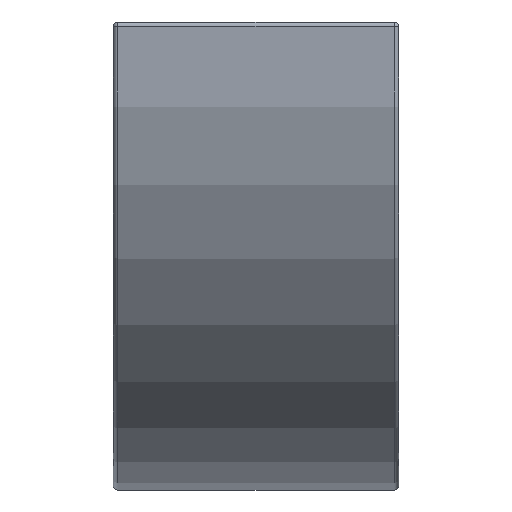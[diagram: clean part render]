
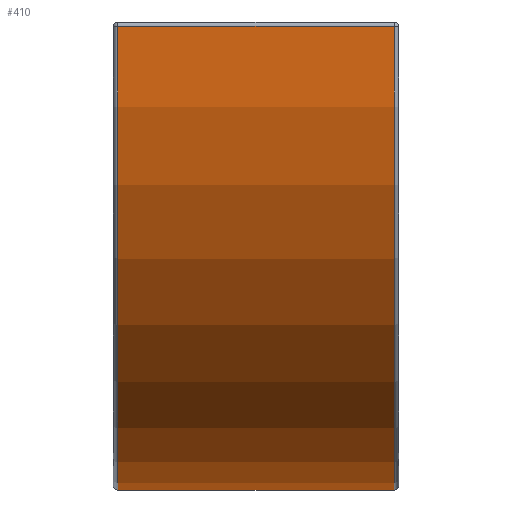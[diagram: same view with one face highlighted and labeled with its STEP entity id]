
A CAD part, left-side view. The second image highlights one B-rep face of the part: STEP entity #410.
In plain terms, the highlighted cylindrical face has radius 1066.6 mm (diameter 2133.2 mm), a partial arc.
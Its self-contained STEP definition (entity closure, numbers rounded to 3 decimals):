
#3 = DIRECTION ( 'NONE',  ( 0., 1., 0. ) ) ;
#4 = VERTEX_POINT ( 'NONE', #2979 ) ;
#271 = CARTESIAN_POINT ( 'NONE',  ( 0., 10., 0. ) ) ;
#335 = EDGE_LOOP ( 'NONE', ( #2977, #932, #1069, #2582 ) ) ;
#381 = VERTEX_POINT ( 'NONE', #1508 ) ;
#410 = ADVANCED_FACE ( 'NONE', ( #2306 ), #1746, .T. ) ;
#552 = AXIS2_PLACEMENT_3D ( 'NONE', #2650, #1444, #1925 ) ;
#600 = CARTESIAN_POINT ( 'NONE',  ( 0., 650.4, -1066.6 ) ) ;
#671 = EDGE_CURVE ( 'NONE', #4, #381, #2134, .T. ) ;
#922 = VERTEX_POINT ( 'NONE', #3245 ) ;
#932 = ORIENTED_EDGE ( 'NONE', *, *, #1643, .T. ) ;
#1069 = ORIENTED_EDGE ( 'NONE', *, *, #1297, .T. ) ;
#1193 = LINE ( 'NONE', #600, #1781 ) ;
#1297 = EDGE_CURVE ( 'NONE', #922, #4, #3255, .T. ) ;
#1412 = CARTESIAN_POINT ( 'NONE',  ( 0., 640.4, -1066.6 ) ) ;
#1437 = VERTEX_POINT ( 'NONE', #1412 ) ;
#1444 = DIRECTION ( 'NONE',  ( 0., -1., 0. ) ) ;
#1508 = CARTESIAN_POINT ( 'NONE',  ( -1066.552, 640.4, -10.095 ) ) ;
#1578 = EDGE_CURVE ( 'NONE', #381, #1437, #1835, .T. ) ;
#1643 = EDGE_CURVE ( 'NONE', #1437, #922, #1193, .T. ) ;
#1746 = CYLINDRICAL_SURFACE ( 'NONE', #2469, 1066.6 ) ;
#1781 = VECTOR ( 'NONE', #2758, 1000. ) ;
#1835 = CIRCLE ( 'NONE', #552, 1066.6 ) ;
#1925 = DIRECTION ( 'NONE',  ( 0., 0., 1. ) ) ;
#2076 = DIRECTION ( 'NONE',  ( 0., 0., -1. ) ) ;
#2085 = AXIS2_PLACEMENT_3D ( 'NONE', #271, #2656, #2621 ) ;
#2134 = LINE ( 'NONE', #3454, #3407 ) ;
#2306 = FACE_OUTER_BOUND ( 'NONE', #335, .T. ) ;
#2469 = AXIS2_PLACEMENT_3D ( 'NONE', #3382, #3410, #2076 ) ;
#2582 = ORIENTED_EDGE ( 'NONE', *, *, #671, .T. ) ;
#2621 = DIRECTION ( 'NONE',  ( 0., 0., 1. ) ) ;
#2650 = CARTESIAN_POINT ( 'NONE',  ( 0., 640.4, 0. ) ) ;
#2656 = DIRECTION ( 'NONE',  ( 0., 1., 0. ) ) ;
#2758 = DIRECTION ( 'NONE',  ( 0., -1., 0. ) ) ;
#2977 = ORIENTED_EDGE ( 'NONE', *, *, #1578, .T. ) ;
#2979 = CARTESIAN_POINT ( 'NONE',  ( -1066.552, 10., -10.095 ) ) ;
#3245 = CARTESIAN_POINT ( 'NONE',  ( 0., 10., -1066.6 ) ) ;
#3255 = CIRCLE ( 'NONE', #2085, 1066.6 ) ;
#3382 = CARTESIAN_POINT ( 'NONE',  ( 0., 650.4, 0. ) ) ;
#3407 = VECTOR ( 'NONE', #3, 1000. ) ;
#3410 = DIRECTION ( 'NONE',  ( 0., -1., 0. ) ) ;
#3454 = CARTESIAN_POINT ( 'NONE',  ( -1066.552, 650.4, -10.095 ) ) ;
